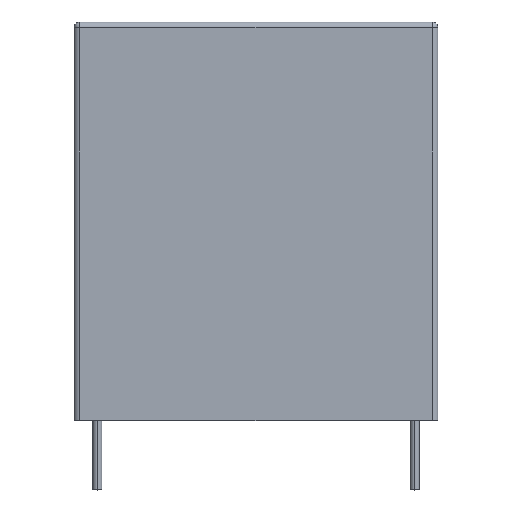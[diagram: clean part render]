
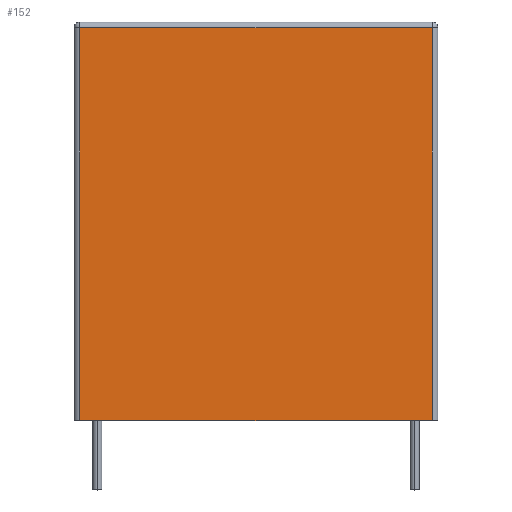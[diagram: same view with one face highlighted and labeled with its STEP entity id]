
A CAD part, top view. The second image highlights one B-rep face of the part: STEP entity #152.
In plain terms, the highlighted planar face has unit normal (0, 0, 1).
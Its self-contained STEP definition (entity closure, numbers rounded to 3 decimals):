
#11 = DIRECTION ( 'NONE',  ( 0., 0., -1. ) ) ;
#13 = CARTESIAN_POINT ( 'NONE',  ( 15.25, 34., 8.5 ) ) ;
#114 = ORIENTED_EDGE ( 'NONE', *, *, #675, .T. ) ;
#152 = ADVANCED_FACE ( 'NONE', ( #448 ), #963, .F. ) ;
#185 = VERTEX_POINT ( 'NONE', #306 ) ;
#200 = EDGE_LOOP ( 'NONE', ( #420, #557, #114, #792 ) ) ;
#235 = DIRECTION ( 'NONE',  ( 0., -1., 0. ) ) ;
#257 = VECTOR ( 'NONE', #959, 1000. ) ;
#264 = EDGE_CURVE ( 'NONE', #570, #392, #293, .T. ) ;
#268 = EDGE_CURVE ( 'NONE', #392, #185, #533, .T. ) ;
#277 = DIRECTION ( 'NONE',  ( 1., 0., 0. ) ) ;
#287 = CARTESIAN_POINT ( 'NONE',  ( 15.25, 0., 8.5 ) ) ;
#293 = LINE ( 'NONE', #895, #332 ) ;
#306 = CARTESIAN_POINT ( 'NONE',  ( -15.25, 0., 8.5 ) ) ;
#332 = VECTOR ( 'NONE', #807, 1000. ) ;
#363 = CARTESIAN_POINT ( 'NONE',  ( 15.25, 34.5, 8.5 ) ) ;
#388 = DIRECTION ( 'NONE',  ( -1., 0., 0. ) ) ;
#392 = VERTEX_POINT ( 'NONE', #945 ) ;
#420 = ORIENTED_EDGE ( 'NONE', *, *, #264, .T. ) ;
#423 = AXIS2_PLACEMENT_3D ( 'NONE', #589, #11, #388 ) ;
#437 = LINE ( 'NONE', #363, #257 ) ;
#448 = FACE_OUTER_BOUND ( 'NONE', #200, .T. ) ;
#498 = VECTOR ( 'NONE', #277, 1000. ) ;
#528 = CARTESIAN_POINT ( 'NONE',  ( -15.25, 34.5, 8.5 ) ) ;
#533 = LINE ( 'NONE', #528, #744 ) ;
#557 = ORIENTED_EDGE ( 'NONE', *, *, #268, .T. ) ;
#570 = VERTEX_POINT ( 'NONE', #13 ) ;
#575 = LINE ( 'NONE', #721, #498 ) ;
#589 = CARTESIAN_POINT ( 'NONE',  ( -15.75, 34.5, 8.5 ) ) ;
#675 = EDGE_CURVE ( 'NONE', #185, #946, #575, .T. ) ;
#701 = EDGE_CURVE ( 'NONE', #946, #570, #437, .T. ) ;
#721 = CARTESIAN_POINT ( 'NONE',  ( -15.75, 0., 8.5 ) ) ;
#744 = VECTOR ( 'NONE', #235, 1000. ) ;
#792 = ORIENTED_EDGE ( 'NONE', *, *, #701, .T. ) ;
#807 = DIRECTION ( 'NONE',  ( -1., 0., 0. ) ) ;
#895 = CARTESIAN_POINT ( 'NONE',  ( -15.75, 34., 8.5 ) ) ;
#945 = CARTESIAN_POINT ( 'NONE',  ( -15.25, 34., 8.5 ) ) ;
#946 = VERTEX_POINT ( 'NONE', #287 ) ;
#959 = DIRECTION ( 'NONE',  ( 0., 1., 0. ) ) ;
#963 = PLANE ( 'NONE',  #423 ) ;
